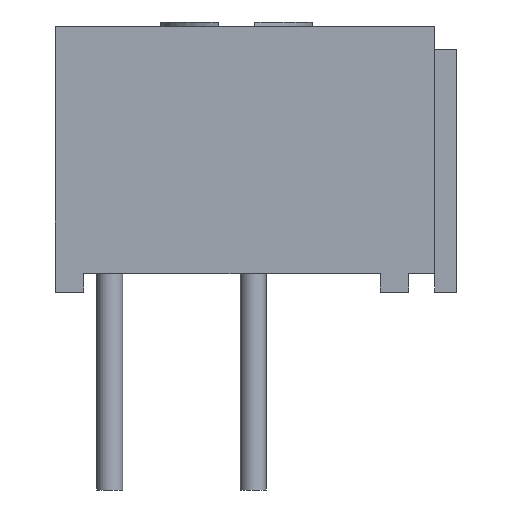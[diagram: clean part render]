
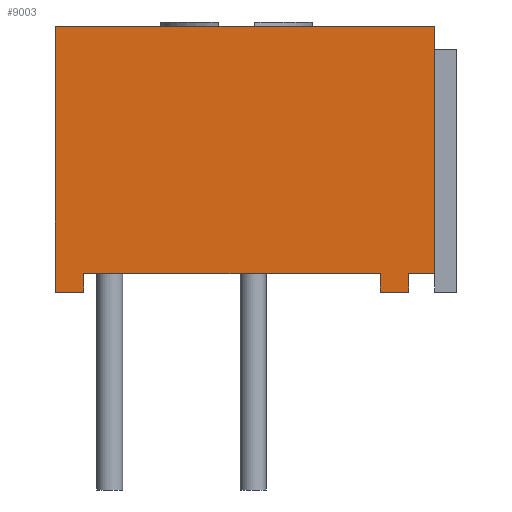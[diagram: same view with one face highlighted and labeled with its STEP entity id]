
A CAD part, left-side view. The second image highlights one B-rep face of the part: STEP entity #9003.
In plain terms, the highlighted planar face has unit normal (-1, 0, 0).
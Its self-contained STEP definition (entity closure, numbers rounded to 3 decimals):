
#608=PLANE('',#9571);
#1230=FACE_OUTER_BOUND('',#1742,.T.);
#1742=EDGE_LOOP('',(#6730,#6731,#6732,#6733,#6734,#6735,#6736,#6737,#6738,
#6739));
#2240=LINE('',#11816,#3159);
#2335=LINE('',#12300,#3254);
#2433=LINE('',#13610,#3352);
#2434=LINE('',#13613,#3353);
#2456=LINE('',#13656,#3375);
#2457=LINE('',#13658,#3376);
#2458=LINE('',#13660,#3377);
#2459=LINE('',#13662,#3378);
#2460=LINE('',#13664,#3379);
#2461=LINE('',#13665,#3380);
#3159=VECTOR('',#9997,1.);
#3254=VECTOR('',#10158,1.);
#3352=VECTOR('',#10312,1.);
#3353=VECTOR('',#10315,1.);
#3375=VECTOR('',#10341,1.);
#3376=VECTOR('',#10342,1.);
#3377=VECTOR('',#10343,1.);
#3378=VECTOR('',#10344,1.);
#3379=VECTOR('',#10345,1.);
#3380=VECTOR('',#10346,1.);
#4135=VERTEX_POINT('',#11813);
#4136=VERTEX_POINT('',#11815);
#4308=VERTEX_POINT('',#12299);
#4478=VERTEX_POINT('',#13608);
#4479=VERTEX_POINT('',#13612);
#4498=VERTEX_POINT('',#13655);
#4499=VERTEX_POINT('',#13657);
#4500=VERTEX_POINT('',#13659);
#4501=VERTEX_POINT('',#13661);
#4502=VERTEX_POINT('',#13663);
#5016=EDGE_CURVE('',#4136,#4135,#2240,.T.);
#5189=EDGE_CURVE('',#4136,#4308,#2335,.T.);
#5366=EDGE_CURVE('',#4135,#4478,#2433,.T.);
#5367=EDGE_CURVE('',#4308,#4479,#2434,.T.);
#5389=EDGE_CURVE('',#4498,#4478,#2456,.T.);
#5390=EDGE_CURVE('',#4499,#4498,#2457,.T.);
#5391=EDGE_CURVE('',#4499,#4500,#2458,.T.);
#5392=EDGE_CURVE('',#4500,#4501,#2459,.T.);
#5393=EDGE_CURVE('',#4502,#4501,#2460,.T.);
#5394=EDGE_CURVE('',#4479,#4502,#2461,.T.);
#6730=ORIENTED_EDGE('',*,*,#5366,.T.);
#6731=ORIENTED_EDGE('',*,*,#5389,.F.);
#6732=ORIENTED_EDGE('',*,*,#5390,.F.);
#6733=ORIENTED_EDGE('',*,*,#5391,.T.);
#6734=ORIENTED_EDGE('',*,*,#5392,.T.);
#6735=ORIENTED_EDGE('',*,*,#5393,.F.);
#6736=ORIENTED_EDGE('',*,*,#5394,.F.);
#6737=ORIENTED_EDGE('',*,*,#5367,.F.);
#6738=ORIENTED_EDGE('',*,*,#5189,.F.);
#6739=ORIENTED_EDGE('',*,*,#5016,.T.);
#9003=ADVANCED_FACE('',(#1230),#608,.F.);
#9571=AXIS2_PLACEMENT_3D('',#13654,#10339,#10340);
#9997=DIRECTION('',(0.,0.,-1.));
#10158=DIRECTION('',(0.,-1.,0.));
#10312=DIRECTION('',(0.,-1.,0.));
#10315=DIRECTION('',(0.,0.,-1.));
#10339=DIRECTION('center_axis',(1.,0.,0.));
#10340=DIRECTION('ref_axis',(0.,1.,0.));
#10341=DIRECTION('',(0.,0.,-1.));
#10342=DIRECTION('',(0.,1.,0.));
#10343=DIRECTION('',(0.,0.,-1.));
#10344=DIRECTION('',(0.,-1.,0.));
#10345=DIRECTION('',(0.,0.,-1.));
#10346=DIRECTION('',(0.,1.,0.));
#11813=CARTESIAN_POINT('',(-3.45,2.285,-0.111));
#11815=CARTESIAN_POINT('',(-3.45,2.285,4.589));
#11816=CARTESIAN_POINT('',(-3.45,2.285,4.589));
#12299=CARTESIAN_POINT('',(-3.45,-4.425,4.589));
#12300=CARTESIAN_POINT('',(-3.45,2.285,4.589));
#13608=CARTESIAN_POINT('',(-3.45,1.785,-0.111));
#13610=CARTESIAN_POINT('',(-3.45,2.285,-0.111));
#13612=CARTESIAN_POINT('',(-3.45,-4.425,0.219));
#13613=CARTESIAN_POINT('',(-3.45,-4.425,4.589));
#13654=CARTESIAN_POINT('Origin',(-3.45,2.285,4.589));
#13655=CARTESIAN_POINT('',(-3.45,1.785,0.219));
#13656=CARTESIAN_POINT('',(-3.45,1.785,0.219));
#13657=CARTESIAN_POINT('',(-3.45,-3.465,0.219));
#13658=CARTESIAN_POINT('',(-3.45,-3.465,0.219));
#13659=CARTESIAN_POINT('',(-3.45,-3.465,-0.111));
#13660=CARTESIAN_POINT('',(-3.45,-3.465,0.219));
#13661=CARTESIAN_POINT('',(-3.45,-3.965,-0.111));
#13662=CARTESIAN_POINT('',(-3.45,2.285,-0.111));
#13663=CARTESIAN_POINT('',(-3.45,-3.965,0.219));
#13664=CARTESIAN_POINT('',(-3.45,-3.965,0.219));
#13665=CARTESIAN_POINT('',(-3.45,-4.425,0.219));
